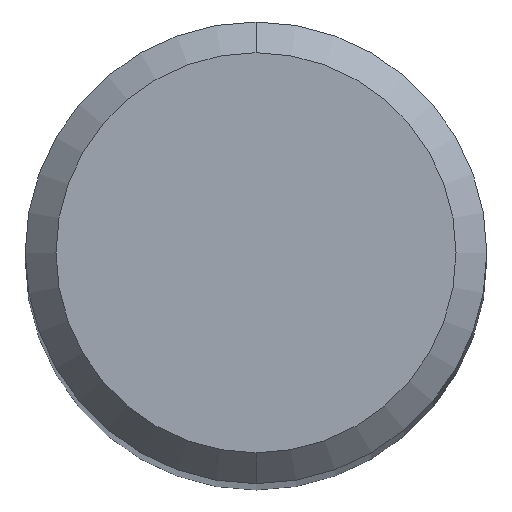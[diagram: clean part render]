
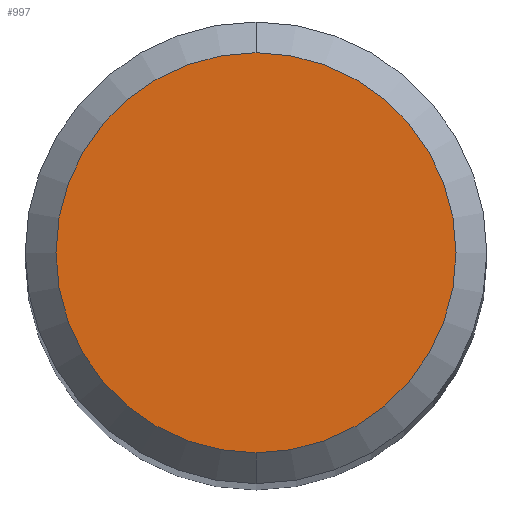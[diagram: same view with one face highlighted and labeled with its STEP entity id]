
A CAD part, top view. The second image highlights one B-rep face of the part: STEP entity #997.
In plain terms, the highlighted planar face has unit normal (0, 0, 1).
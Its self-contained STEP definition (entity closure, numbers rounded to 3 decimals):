
#649=EDGE_CURVE('',#995,#693,#1345,.T.);
#693=VERTEX_POINT('',#1392);
#815=EDGE_CURVE('',#693,#995,#1524,.T.);
#995=VERTEX_POINT('',#1723);
#997=ADVANCED_FACE('',(#1725),#1726,.T.);
#1345=CIRCLE('',#2912,2.6);
#1392=CARTESIAN_POINT('',(0.,-2.6,0.0));
#1524=CIRCLE('',#3737,2.6);
#1723=CARTESIAN_POINT('',(0.0,2.6,0.0));
#1725=FACE_OUTER_BOUND('',#4382,.T.);
#1726=PLANE('',#4383);
#2912=AXIS2_PLACEMENT_3D('',#4774,#4775,#4776);
#3737=AXIS2_PLACEMENT_3D('',#4958,#4959,#4960);
#4382=EDGE_LOOP('',(#5216,#5217));
#4383=AXIS2_PLACEMENT_3D('',#5218,#5219,#5220);
#4774=CARTESIAN_POINT('',(0.0,0.0,0.0));
#4775=DIRECTION('',(0.0,0.0,-1.0));
#4776=DIRECTION('',(0.0,1.0,0.0));
#4958=CARTESIAN_POINT('',(0.0,0.0,0.0));
#4959=DIRECTION('',(0.0,0.0,-1.0));
#4960=DIRECTION('',(0.0,1.0,0.0));
#5216=ORIENTED_EDGE('',*,*,#649,.F.);
#5217=ORIENTED_EDGE('',*,*,#815,.F.);
#5218=CARTESIAN_POINT('',(0.0,1.3,0.0));
#5219=DIRECTION('',(-0.0,0.0,1.0));
#5220=DIRECTION('',(0.0,-1.0,0.0));
